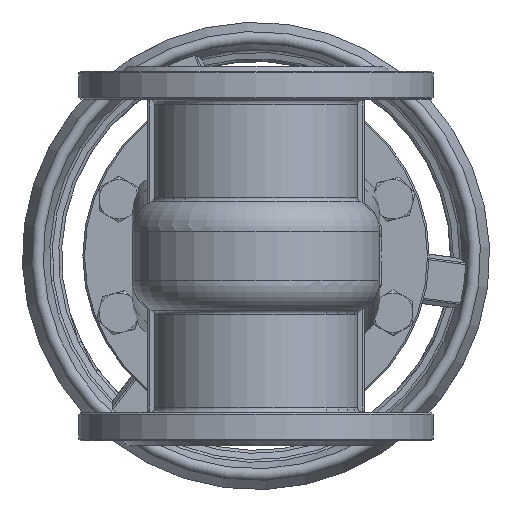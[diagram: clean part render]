
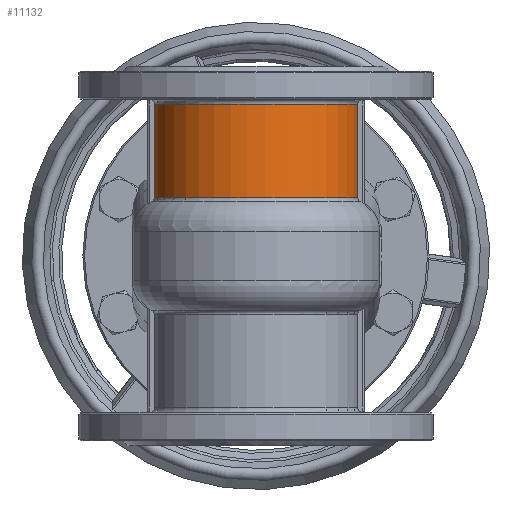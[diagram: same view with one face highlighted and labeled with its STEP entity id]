
A CAD part, front view. The second image highlights one B-rep face of the part: STEP entity #11132.
In plain terms, the highlighted cylindrical face has radius 62.5 mm (diameter 125 mm), a partial arc.
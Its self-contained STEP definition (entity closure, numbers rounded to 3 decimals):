
#1071=CIRCLE('',#12234,62.5);
#1072=CIRCLE('',#12236,62.5);
#1724=FACE_OUTER_BOUND('',#2404,.T.);
#2404=EDGE_LOOP('',(#8498,#8499,#8500,#8501));
#3400=LINE('',#18877,#3993);
#3409=LINE('',#18961,#4002);
#3993=VECTOR('',#14492,10.);
#4002=VECTOR('',#14527,10.);
#4726=VERTEX_POINT('',#18867);
#4727=VERTEX_POINT('',#18876);
#4740=VERTEX_POINT('',#18949);
#4741=VERTEX_POINT('',#18960);
#6038=EDGE_CURVE('',#4727,#4726,#3400,.T.);
#6059=EDGE_CURVE('',#4740,#4741,#3409,.F.);
#6067=EDGE_CURVE('',#4726,#4741,#1071,.T.);
#6068=EDGE_CURVE('',#4740,#4727,#1072,.T.);
#8498=ORIENTED_EDGE('',*,*,#6067,.T.);
#8499=ORIENTED_EDGE('',*,*,#6059,.F.);
#8500=ORIENTED_EDGE('',*,*,#6068,.T.);
#8501=ORIENTED_EDGE('',*,*,#6038,.T.);
#10177=CYLINDRICAL_SURFACE('',#12235,62.5);
#11132=ADVANCED_FACE('',(#1724),#10177,.T.);
#12234=AXIS2_PLACEMENT_3D('',#18987,#14539,#14540);
#12235=AXIS2_PLACEMENT_3D('',#18988,#14541,#14542);
#12236=AXIS2_PLACEMENT_3D('',#18989,#14543,#14544);
#14492=DIRECTION('',(0.,0.,-1.));
#14527=DIRECTION('',(0.,0.,1.));
#14539=DIRECTION('center_axis',(0.,0.,1.));
#14540=DIRECTION('ref_axis',(0.,-1.,0.));
#14541=DIRECTION('center_axis',(0.,0.,1.));
#14542=DIRECTION('ref_axis',(1.,0.,0.));
#14543=DIRECTION('center_axis',(0.,0.,-1.));
#14544=DIRECTION('ref_axis',(0.,-1.,0.));
#18867=CARTESIAN_POINT('',(-61.695,-10.,150.463));
#18876=CARTESIAN_POINT('',(-61.695,-10.,207.));
#18877=CARTESIAN_POINT('',(-61.695,-10.,210.));
#18949=CARTESIAN_POINT('',(61.695,-10.,207.));
#18960=CARTESIAN_POINT('',(61.695,-10.,150.463));
#18961=CARTESIAN_POINT('',(61.695,-10.,210.));
#18987=CARTESIAN_POINT('Origin',(0.,0.,150.463));
#18988=CARTESIAN_POINT('Origin',(0.,0.,210.));
#18989=CARTESIAN_POINT('Origin',(0.,0.,207.));
